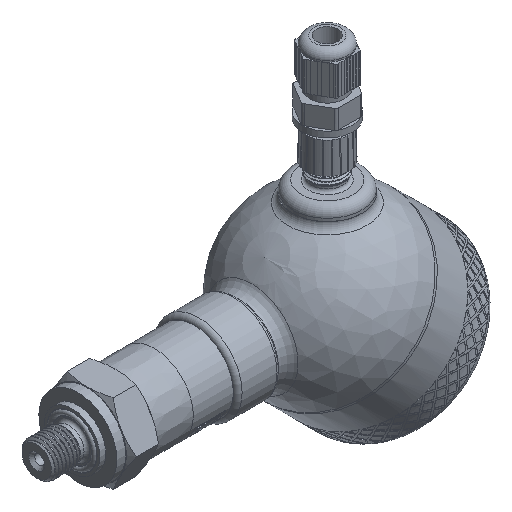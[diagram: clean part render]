
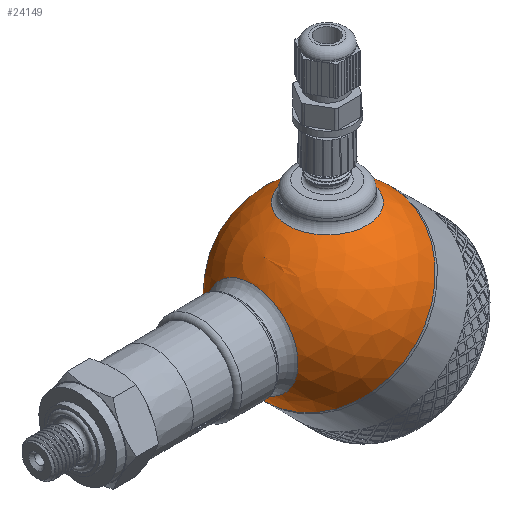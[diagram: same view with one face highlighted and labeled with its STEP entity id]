
A CAD part, isometric view. The second image highlights one B-rep face of the part: STEP entity #24149.
In plain terms, the highlighted spherical face has radius 30 mm.
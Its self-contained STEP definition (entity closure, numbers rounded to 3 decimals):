
#56=SPHERICAL_SURFACE('',#25633,30.);
#1017=FACE_BOUND('',#3459,.T.);
#1018=FACE_BOUND('',#3460,.T.);
#1882=FACE_OUTER_BOUND('',#3458,.T.);
#3458=EDGE_LOOP('',(#17636,#17637,#17638,#17639));
#3459=EDGE_LOOP('',(#17640));
#3460=EDGE_LOOP('',(#17641));
#4898=CIRCLE('',#25555,30.);
#4899=CIRCLE('',#25556,30.);
#4926=CIRCLE('',#25629,13.5);
#4929=CIRCLE('',#25634,30.);
#4930=CIRCLE('',#25635,15.643);
#9498=VERTEX_POINT('',#32537);
#9499=VERTEX_POINT('',#32539);
#9998=VERTEX_POINT('',#38926);
#10000=VERTEX_POINT('',#38933);
#10001=VERTEX_POINT('',#38935);
#12094=EDGE_CURVE('',#9498,#9499,#4898,.T.);
#12095=EDGE_CURVE('',#9499,#9498,#4899,.T.);
#12846=EDGE_CURVE('',#9998,#9998,#4926,.T.);
#12849=EDGE_CURVE('',#9499,#10000,#4929,.T.);
#12850=EDGE_CURVE('',#10001,#10001,#4930,.T.);
#17636=ORIENTED_EDGE('',*,*,#12095,.F.);
#17637=ORIENTED_EDGE('',*,*,#12849,.T.);
#17638=ORIENTED_EDGE('',*,*,#12849,.F.);
#17639=ORIENTED_EDGE('',*,*,#12094,.F.);
#17640=ORIENTED_EDGE('',*,*,#12850,.F.);
#17641=ORIENTED_EDGE('',*,*,#12846,.F.);
#24149=ADVANCED_FACE('',(#1882,#1017,#1018),#56,.T.);
#25555=AXIS2_PLACEMENT_3D('',#32540,#26931,#26932);
#25556=AXIS2_PLACEMENT_3D('',#32541,#26933,#26934);
#25629=AXIS2_PLACEMENT_3D('',#38927,#27343,#27344);
#25633=AXIS2_PLACEMENT_3D('',#38932,#27351,#27352);
#25634=AXIS2_PLACEMENT_3D('',#38934,#27353,#27354);
#25635=AXIS2_PLACEMENT_3D('',#38936,#27355,#27356);
#26931=DIRECTION('center_axis',(1.,0.,0.));
#26932=DIRECTION('ref_axis',(0.,1.,0.));
#26933=DIRECTION('center_axis',(1.,0.,0.));
#26934=DIRECTION('ref_axis',(0.,1.,0.));
#27343=DIRECTION('center_axis',(-0.707,0.,-0.707));
#27344=DIRECTION('ref_axis',(-0.707,0.,0.707));
#27351=DIRECTION('center_axis',(1.,0.,0.));
#27352=DIRECTION('ref_axis',(0.,-1.,0.));
#27353=DIRECTION('center_axis',(0.,0.,1.));
#27354=DIRECTION('ref_axis',(0.,1.,0.));
#27355=DIRECTION('center_axis',(-0.707,0.,0.707));
#27356=DIRECTION('ref_axis',(0.707,0.,0.707));
#32537=CARTESIAN_POINT('',(0.,-30.,0.));
#32539=CARTESIAN_POINT('',(0.,30.,0.));
#32540=CARTESIAN_POINT('Origin',(0.,0.,0.));
#32541=CARTESIAN_POINT('Origin',(0.,0.,0.));
#38926=CARTESIAN_POINT('',(-9.398,0.,-28.49));
#38927=CARTESIAN_POINT('Origin',(-18.944,0.,-18.944));
#38932=CARTESIAN_POINT('Origin',(0.,0.,0.));
#38933=CARTESIAN_POINT('',(-30.,0.,0.));
#38934=CARTESIAN_POINT('Origin',(0.,0.,0.));
#38935=CARTESIAN_POINT('',(-29.162,0.,7.04));
#38936=CARTESIAN_POINT('Origin',(-18.101,0.,18.101));
